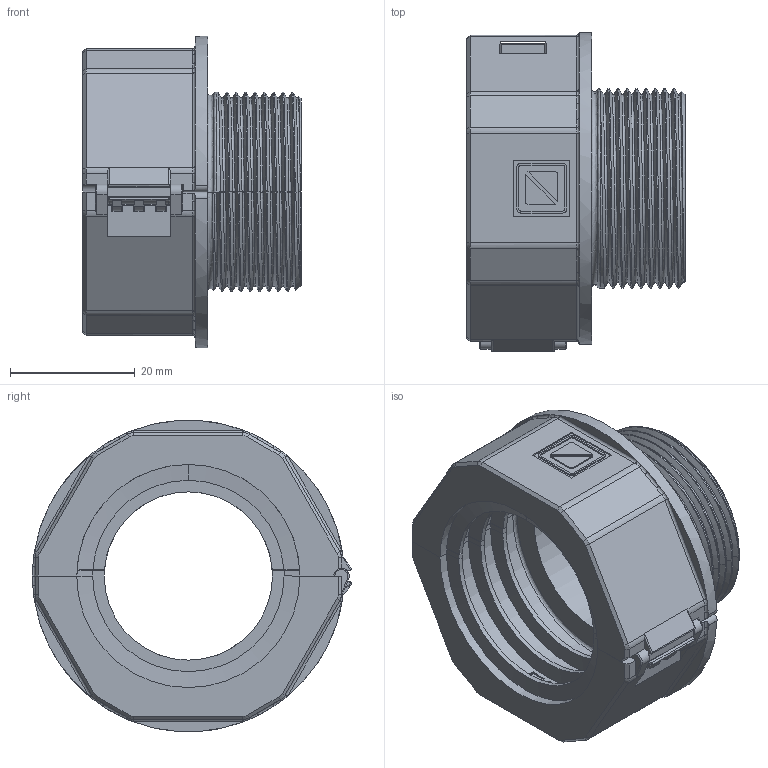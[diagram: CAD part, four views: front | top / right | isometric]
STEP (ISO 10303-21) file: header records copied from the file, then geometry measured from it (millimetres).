
FILE_DESCRIPTION (( 'STEP AP203' ), '1' );
FILE_NAME ('836022.step', '2023-06-13T19:06:54', ( '' ), ( '' ), 'SwSTEP 2.0', 'SolidWorks 2021', '' );
FILE_SCHEMA (( 'CONFIG_CONTROL_DESIGN' ));
Length unit declared in the file: inch
Products named in the file (1): 836022
Bounding box: 35 x 51.18 x 49.99 mm (x, y, z)
Volume: 20625.1 mm3; surface area: 14314.1 mm2
Topology: 2 solids, 2 shells, 753 faces, 2032 edges, 1303 vertices
Faces by surface type: plane 351, bspline 209, cylinder 156, cone 37
Entity records: 32960 total; most frequent: CARTESIAN_POINT 15628, ORIENTED_EDGE 4058, DIRECTION 2898, EDGE_CURVE 2029, VERTEX_POINT 1303, VECTOR 1092, LINE 1092, AXIS2_PLACEMENT_3D 903
